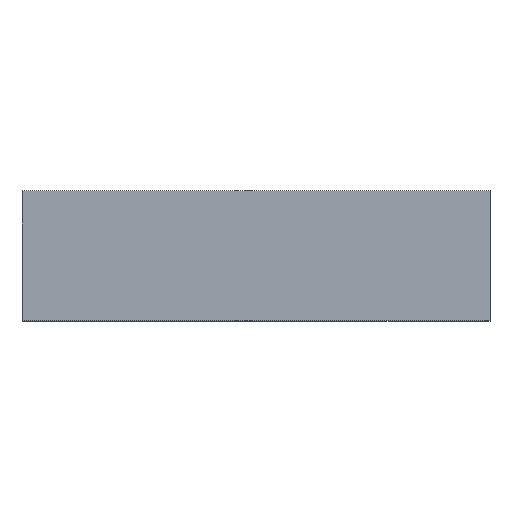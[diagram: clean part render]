
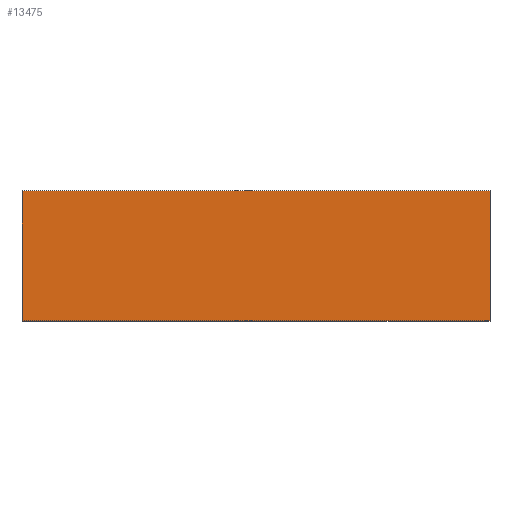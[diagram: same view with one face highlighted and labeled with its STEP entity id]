
A CAD part, top view. The second image highlights one B-rep face of the part: STEP entity #13475.
In plain terms, the highlighted planar face has unit normal (0, 0, 1).
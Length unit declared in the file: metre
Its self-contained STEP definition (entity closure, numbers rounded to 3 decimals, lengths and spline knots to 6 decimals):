
#1072=LINE('',#20040,#2151);
#1076=LINE('',#20048,#2155);
#1079=LINE('',#20054,#2158);
#1080=LINE('',#20055,#2159);
#2151=VECTOR('',#15602,1.);
#2155=VECTOR('',#15610,1.);
#2158=VECTOR('',#15615,1.);
#2159=VECTOR('',#15616,1.);
#2744=PLANE('',#14025);
#4216=ORIENTED_EDGE('',*,*,#6566,.T.);
#4217=ORIENTED_EDGE('',*,*,#6559,.F.);
#4218=ORIENTED_EDGE('',*,*,#6567,.F.);
#4219=ORIENTED_EDGE('',*,*,#6563,.T.);
#6559=EDGE_CURVE('',#7588,#7585,#1072,.T.);
#6563=EDGE_CURVE('',#7591,#7590,#1076,.T.);
#6566=EDGE_CURVE('',#7590,#7585,#1079,.T.);
#6567=EDGE_CURVE('',#7591,#7588,#1080,.T.);
#7585=VERTEX_POINT('',#20034);
#7588=VERTEX_POINT('',#20039);
#7590=VERTEX_POINT('',#20047);
#7591=VERTEX_POINT('',#20049);
#8263=EDGE_LOOP('',(#4216,#4217,#4218,#4219));
#8930=FACE_BOUND('',#8263,.T.);
#13475=ADVANCED_FACE('',(#8930),#2744,.F.);
#14025=AXIS2_PLACEMENT_3D('',#20053,#15613,#15614);
#15602=DIRECTION('',(0.,1.,0.));
#15610=DIRECTION('',(0.,1.,0.));
#15613=DIRECTION('',(0.,0.,-1.));
#15614=DIRECTION('',(-1.,0.,0.));
#15615=DIRECTION('',(-1.,0.,0.));
#15616=DIRECTION('',(-1.,0.,0.));
#20034=CARTESIAN_POINT('',(-0.009,0.0025,-0.006827));
#20039=CARTESIAN_POINT('',(-0.009,-0.0025,-0.006827));
#20040=CARTESIAN_POINT('',(-0.009,-0.0025,-0.006827));
#20047=CARTESIAN_POINT('',(0.009,0.0025,-0.006827));
#20048=CARTESIAN_POINT('',(0.009,-0.0025,-0.006827));
#20049=CARTESIAN_POINT('',(0.009,-0.0025,-0.006827));
#20053=CARTESIAN_POINT('',(0.009,-0.0025,-0.006827));
#20054=CARTESIAN_POINT('',(0.009,0.0025,-0.006827));
#20055=CARTESIAN_POINT('',(0.009,-0.0025,-0.006827));
